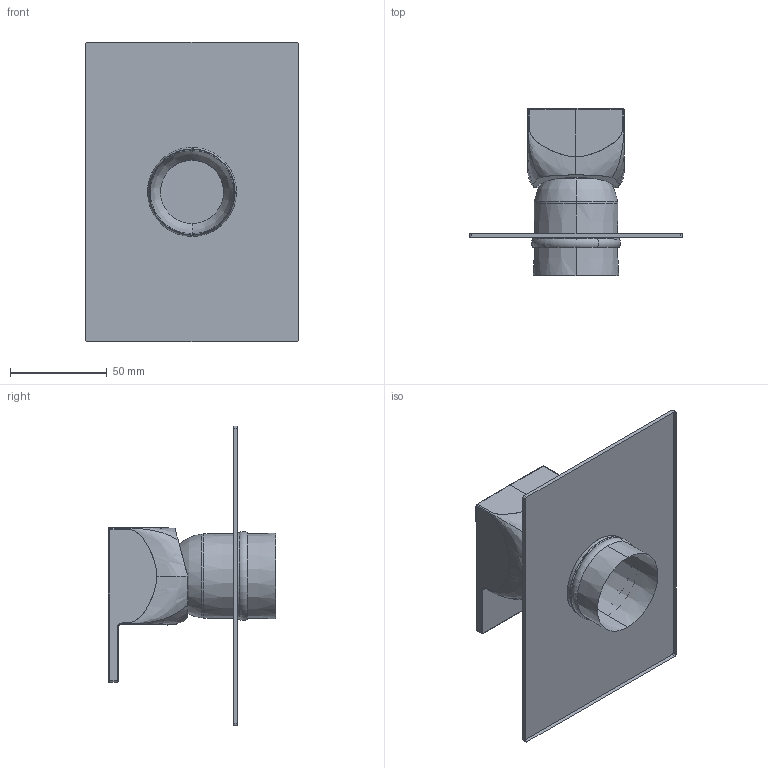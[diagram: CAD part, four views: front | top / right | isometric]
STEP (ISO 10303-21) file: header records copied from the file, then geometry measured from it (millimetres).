
FILE_DESCRIPTION(('CATIA V5 STEP Exchange','CAx-IF Rec.Pracs.--- Model Styling and Organization---1.5--- 2016-08-15','CAx-IF Rec.Pracs.---Supplemental Geometry---1.0---2011-11-01','CAx-IF Rec.Pracs.--- Composite Materials ---3.4---2017-06-13','CAx-IF Rec.Pracs.---Tessellated 3D Geometry---1.0---2015-12-17'),'2;1');
FILE_NAME('RI00300.stp','2023-01-26T16:16:52+00:00',('none'),('none'),'CATIA Version 5-6 Release 2020 SP2','CATIA V5 STEP AP242 v2','none');
FILE_SCHEMA(('AP242_MANAGED_MODEL_BASED_3D_ENGINEERING_MIM_LF {1 0 10303 442 1 1 4}'));
Length unit declared in the file: millimetre
Products named in the file (1): RI00300_AllCATPart
Bounding box: 110 x 86.38 x 155 mm (x, y, z)
Volume: 129.8 mm3; surface area: 38147.8 mm2
Topology: 1 solids, 74 shells, 190 faces, 715 edges, 600 vertices
Faces by surface type: bspline 70, torus 38, cylinder 37, plane 23, cone 10, extrusion 8, revolution 2, sphere 2
Entity records: 19835 total; most frequent: CARTESIAN_POINT 14867, ORIENTED_EDGE 1009, EDGE_CURVE 711, VERTEX_POINT 600, DIRECTION 541, AXIS2_PLACEMENT_3D 304, B_SPLINE_CURVE_WITH_KNOTS 304, CIRCLE 215
